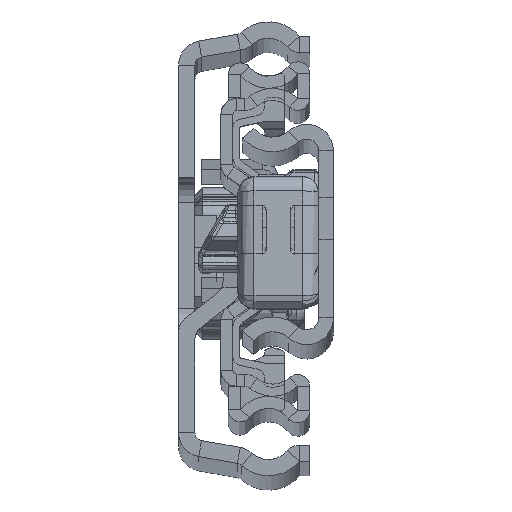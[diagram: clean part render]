
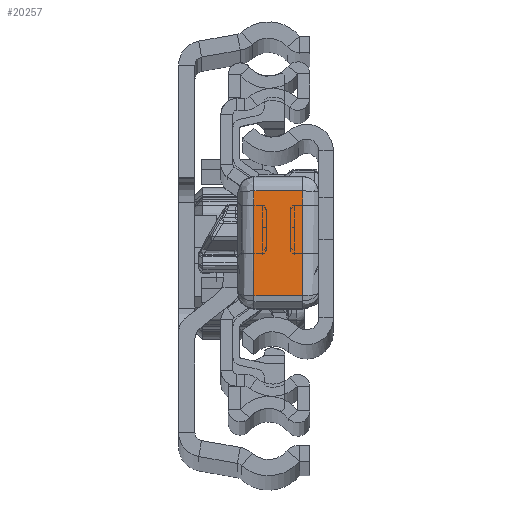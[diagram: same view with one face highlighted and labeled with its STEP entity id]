
A CAD part, top view. The second image highlights one B-rep face of the part: STEP entity #20257.
In plain terms, the highlighted face is planar.
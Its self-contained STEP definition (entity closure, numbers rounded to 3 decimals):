
#3208 = DIRECTION ( 'NONE',  ( 0., 0., -1. ) ) ;
#3240 = EDGE_CURVE ( 'NONE', #45018, #32201, #50454, .T. ) ;
#8825 = ORIENTED_EDGE ( 'NONE', *, *, #10365, .T. ) ;
#10365 = EDGE_CURVE ( 'NONE', #37384, #62366, #48731, .T. ) ;
#14636 = DIRECTION ( 'NONE',  ( -1., 0., 0. ) ) ;
#14832 = ORIENTED_EDGE ( 'NONE', *, *, #41767, .T. ) ;
#18734 = DIRECTION ( 'NONE',  ( 0., -1., 0. ) ) ;
#18977 = CARTESIAN_POINT ( 'NONE',  ( 39.636, 0., 2. ) ) ;
#20257 = ADVANCED_FACE ( 'NONE', ( #61156 ), #34573, .F. ) ;
#24362 = DIRECTION ( 'NONE',  ( 0., 1., 0. ) ) ;
#24845 = CARTESIAN_POINT ( 'NONE',  ( 39.636, 0.361, 5.5 ) ) ;
#30494 = CARTESIAN_POINT ( 'NONE',  ( 39.636, 0., 5.5 ) ) ;
#32201 = VERTEX_POINT ( 'NONE', #52306 ) ;
#34573 = PLANE ( 'NONE',  #45613 ) ;
#34606 = LINE ( 'NONE', #64933, #60457 ) ;
#37384 = VERTEX_POINT ( 'NONE', #44778 ) ;
#41767 = EDGE_CURVE ( 'NONE', #32201, #37384, #34606, .T. ) ;
#41779 = CARTESIAN_POINT ( 'NONE',  ( 39.636, -12.609, 2. ) ) ;
#44195 = EDGE_LOOP ( 'NONE', ( #58125, #56328, #14832, #8825 ) ) ;
#44461 = DIRECTION ( 'NONE',  ( 0., 0., 1. ) ) ;
#44778 = CARTESIAN_POINT ( 'NONE',  ( 39.636, -12.609, 8. ) ) ;
#45018 = VERTEX_POINT ( 'NONE', #58416 ) ;
#45613 = AXIS2_PLACEMENT_3D ( 'NONE', #30494, #14636, #50040 ) ;
#46380 = VECTOR ( 'NONE', #44461, 1000. ) ;
#48731 = LINE ( 'NONE', #54443, #52292 ) ;
#50040 = DIRECTION ( 'NONE',  ( 0., 0., -1. ) ) ;
#50454 = LINE ( 'NONE', #24845, #46380 ) ;
#52292 = VECTOR ( 'NONE', #3208, 1000. ) ;
#52306 = CARTESIAN_POINT ( 'NONE',  ( 39.636, 0.361, 8. ) ) ;
#53660 = VECTOR ( 'NONE', #24362, 1000. ) ;
#54443 = CARTESIAN_POINT ( 'NONE',  ( 39.636, -12.609, 5.5 ) ) ;
#56328 = ORIENTED_EDGE ( 'NONE', *, *, #3240, .T. ) ;
#58125 = ORIENTED_EDGE ( 'NONE', *, *, #65889, .T. ) ;
#58416 = CARTESIAN_POINT ( 'NONE',  ( 39.636, 0.361, 2. ) ) ;
#60457 = VECTOR ( 'NONE', #18734, 1000. ) ;
#61156 = FACE_OUTER_BOUND ( 'NONE', #44195, .T. ) ;
#62366 = VERTEX_POINT ( 'NONE', #41779 ) ;
#64147 = LINE ( 'NONE', #18977, #53660 ) ;
#64933 = CARTESIAN_POINT ( 'NONE',  ( 39.636, 0., 8. ) ) ;
#65889 = EDGE_CURVE ( 'NONE', #62366, #45018, #64147, .T. ) ;
